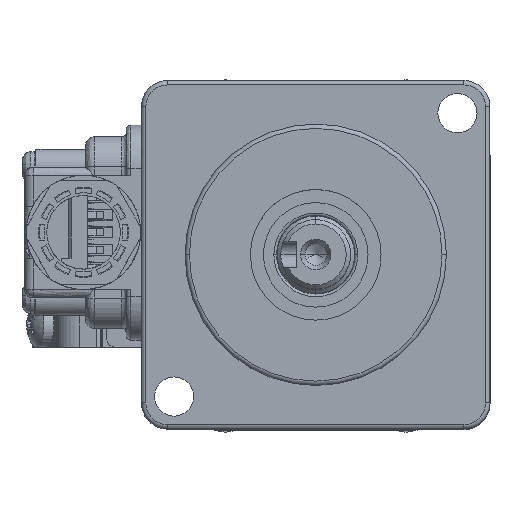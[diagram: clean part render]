
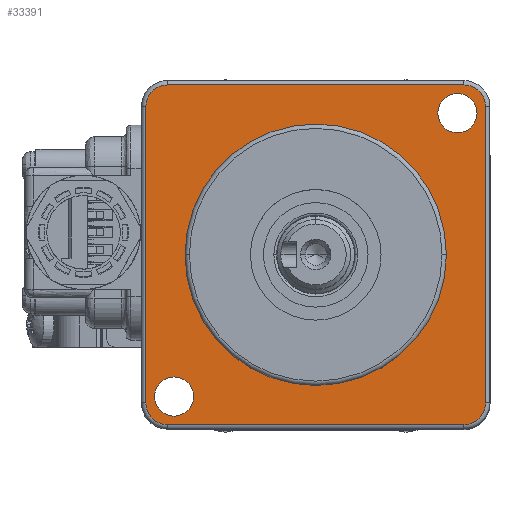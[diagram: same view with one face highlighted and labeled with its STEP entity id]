
A CAD part, top view. The second image highlights one B-rep face of the part: STEP entity #33391.
In plain terms, the highlighted planar face has unit normal (0, 0, 1).
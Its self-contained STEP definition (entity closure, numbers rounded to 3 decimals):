
#4925 = CIRCLE ( 'NONE', #36859, 2.5 ) ;
#5058 = ORIENTED_EDGE ( 'NONE', *, *, #7330, .T. ) ;
#5840 = FACE_BOUND ( 'NONE', #11074, .T. ) ;
#6998 = VERTEX_POINT ( 'NONE', #33285 ) ;
#7330 = EDGE_CURVE ( 'NONE', #12861, #56878, #56305, .T. ) ;
#7735 = DIRECTION ( 'NONE',  ( -1., 0., 0. ) ) ;
#8086 = ORIENTED_EDGE ( 'NONE', *, *, #60694, .F. ) ;
#8731 = CARTESIAN_POINT ( 'NONE',  ( 5.657, 21.162, 75.5 ) ) ;
#8756 = CIRCLE ( 'NONE', #73259, 2.25 ) ;
#8996 = DIRECTION ( 'NONE',  ( -1., 0., 0. ) ) ;
#9042 = EDGE_CURVE ( 'NONE', #6998, #18042, #87468, .T. ) ;
#9410 = DIRECTION ( 'NONE',  ( 0., 0., 1. ) ) ;
#9543 = ORIENTED_EDGE ( 'NONE', *, *, #78520, .T. ) ;
#9647 = DIRECTION ( 'NONE',  ( -1., 0., 0. ) ) ;
#10079 = DIRECTION ( 'NONE',  ( 1., 0., 0. ) ) ;
#10638 = AXIS2_PLACEMENT_3D ( 'NONE', #8731, #57928, #9647 ) ;
#11074 = EDGE_LOOP ( 'NONE', ( #59355, #57637 ) ) ;
#11114 = DIRECTION ( 'NONE',  ( -1., 0., 0. ) ) ;
#12748 = DIRECTION ( 'NONE',  ( -1., 0., 0. ) ) ;
#12861 = VERTEX_POINT ( 'NONE', #77212 ) ;
#13005 = VECTOR ( 'NONE', #69869, 1000. ) ;
#13113 = AXIS2_PLACEMENT_3D ( 'NONE', #51737, #16530, #78978 ) ;
#13822 = AXIS2_PLACEMENT_3D ( 'NONE', #72850, #9410, #38073 ) ;
#16530 = DIRECTION ( 'NONE',  ( 0., 0., 1. ) ) ;
#18042 = VERTEX_POINT ( 'NONE', #76860 ) ;
#19653 = ORIENTED_EDGE ( 'NONE', *, *, #76200, .T. ) ;
#20047 = CARTESIAN_POINT ( 'NONE',  ( -30.843, 4.162, 75.5 ) ) ;
#20867 = AXIS2_PLACEMENT_3D ( 'NONE', #70189, #91507, #77538 ) ;
#21078 = CARTESIAN_POINT ( 'NONE',  ( 4.921, 20.425, 75.5 ) ) ;
#21148 = ORIENTED_EDGE ( 'NONE', *, *, #52307, .F. ) ;
#21664 = CARTESIAN_POINT ( 'NONE',  ( 8.157, 21.162, 75.5 ) ) ;
#21791 = VERTEX_POINT ( 'NONE', #68984 ) ;
#22681 = VERTEX_POINT ( 'NONE', #21664 ) ;
#23713 = CARTESIAN_POINT ( 'NONE',  ( -11.343, -15.338, 75.5 ) ) ;
#24684 = FACE_BOUND ( 'NONE', #84260, .T. ) ;
#24901 = ORIENTED_EDGE ( 'NONE', *, *, #53434, .T. ) ;
#25254 = CARTESIAN_POINT ( 'NONE',  ( -27.606, -12.102, 75.5 ) ) ;
#27329 = LINE ( 'NONE', #20047, #13005 ) ;
#27821 = CIRCLE ( 'NONE', #13113, 15. ) ;
#29354 = VERTEX_POINT ( 'NONE', #36045 ) ;
#29409 = CARTESIAN_POINT ( 'NONE',  ( 8.157, -12.838, 75.5 ) ) ;
#30390 = EDGE_CURVE ( 'NONE', #83809, #66383, #51525, .T. ) ;
#32340 = VECTOR ( 'NONE', #72225, 1000. ) ;
#32711 = VERTEX_POINT ( 'NONE', #78174 ) ;
#33285 = CARTESIAN_POINT ( 'NONE',  ( -26.343, 4.162, 75.5 ) ) ;
#33391 = ADVANCED_FACE ( 'NONE', ( #78878, #64572, #24684, #5840 ), #87529, .F. ) ;
#34381 = AXIS2_PLACEMENT_3D ( 'NONE', #91764, #83356, #41842 ) ;
#36045 = CARTESIAN_POINT ( 'NONE',  ( 2.671, 20.425, 75.5 ) ) ;
#36859 = AXIS2_PLACEMENT_3D ( 'NONE', #78567, #37003, #7735 ) ;
#37003 = DIRECTION ( 'NONE',  ( 0., 0., 1. ) ) ;
#37153 = ORIENTED_EDGE ( 'NONE', *, *, #71356, .F. ) ;
#37665 = EDGE_LOOP ( 'NONE', ( #9543, #5058, #77038, #42628, #63332, #24901, #68041, #19653 ) ) ;
#38073 = DIRECTION ( 'NONE',  ( -1., 0., 0. ) ) ;
#38605 = EDGE_CURVE ( 'NONE', #18042, #6998, #27821, .T. ) ;
#41061 = DIRECTION ( 'NONE',  ( 0., 0., 1. ) ) ;
#41842 = DIRECTION ( 'NONE',  ( -1., 0., 0. ) ) ;
#41853 = CARTESIAN_POINT ( 'NONE',  ( 5.657, 23.662, 75.5 ) ) ;
#42628 = ORIENTED_EDGE ( 'NONE', *, *, #89789, .T. ) ;
#42631 = DIRECTION ( 'NONE',  ( 0., 0., 1. ) ) ;
#42946 = CARTESIAN_POINT ( 'NONE',  ( -27.606, -12.102, 75.5 ) ) ;
#48593 = VERTEX_POINT ( 'NONE', #51004 ) ;
#48952 = AXIS2_PLACEMENT_3D ( 'NONE', #65662, #72413, #8996 ) ;
#51004 = CARTESIAN_POINT ( 'NONE',  ( -25.356, -12.102, 75.5 ) ) ;
#51224 = LINE ( 'NONE', #87328, #32340 ) ;
#51525 = LINE ( 'NONE', #23713, #59325 ) ;
#51737 = CARTESIAN_POINT ( 'NONE',  ( -11.343, 4.162, 75.5 ) ) ;
#52307 = EDGE_CURVE ( 'NONE', #29354, #78016, #75912, .T. ) ;
#52612 = CARTESIAN_POINT ( 'NONE',  ( -30.843, 21.162, 75.5 ) ) ;
#53359 = DIRECTION ( 'NONE',  ( -1., 0., 0. ) ) ;
#53434 = EDGE_CURVE ( 'NONE', #66383, #89276, #4925, .T. ) ;
#53445 = DIRECTION ( 'NONE',  ( 0., 0., 1. ) ) ;
#54315 = EDGE_CURVE ( 'NONE', #21791, #48593, #79035, .T. ) ;
#55742 = AXIS2_PLACEMENT_3D ( 'NONE', #81000, #53445, #11114 ) ;
#56305 = CIRCLE ( 'NONE', #20867, 2.5 ) ;
#56381 = EDGE_CURVE ( 'NONE', #89276, #22681, #77589, .T. ) ;
#56878 = VERTEX_POINT ( 'NONE', #52612 ) ;
#57637 = ORIENTED_EDGE ( 'NONE', *, *, #38605, .F. ) ;
#57928 = DIRECTION ( 'NONE',  ( 0., 0., 1. ) ) ;
#59325 = VECTOR ( 'NONE', #10079, 1000. ) ;
#59355 = ORIENTED_EDGE ( 'NONE', *, *, #9042, .F. ) ;
#60694 = EDGE_CURVE ( 'NONE', #78016, #29354, #70641, .T. ) ;
#61008 = CIRCLE ( 'NONE', #55742, 2.5 ) ;
#61064 = EDGE_CURVE ( 'NONE', #56878, #32711, #27329, .T. ) ;
#61146 = ORIENTED_EDGE ( 'NONE', *, *, #54315, .F. ) ;
#63332 = ORIENTED_EDGE ( 'NONE', *, *, #30390, .T. ) ;
#63403 = CARTESIAN_POINT ( 'NONE',  ( -28.343, -15.338, 75.5 ) ) ;
#64572 = FACE_BOUND ( 'NONE', #90594, .T. ) ;
#65662 = CARTESIAN_POINT ( 'NONE',  ( -11.343, 4.162, 75.5 ) ) ;
#66383 = VERTEX_POINT ( 'NONE', #72238 ) ;
#68041 = ORIENTED_EDGE ( 'NONE', *, *, #56381, .T. ) ;
#68984 = CARTESIAN_POINT ( 'NONE',  ( -29.856, -12.102, 75.5 ) ) ;
#69869 = DIRECTION ( 'NONE',  ( 0., -1., 0. ) ) ;
#70189 = CARTESIAN_POINT ( 'NONE',  ( -28.343, 21.162, 75.5 ) ) ;
#70641 = CIRCLE ( 'NONE', #84045, 2.25 ) ;
#71356 = EDGE_CURVE ( 'NONE', #48593, #21791, #8756, .T. ) ;
#71488 = CIRCLE ( 'NONE', #10638, 2.5 ) ;
#72225 = DIRECTION ( 'NONE',  ( -1., 0., 0. ) ) ;
#72238 = CARTESIAN_POINT ( 'NONE',  ( 5.657, -15.338, 75.5 ) ) ;
#72327 = CARTESIAN_POINT ( 'NONE',  ( 7.171, 20.425, 75.5 ) ) ;
#72413 = DIRECTION ( 'NONE',  ( 0., 0., -1. ) ) ;
#72850 = CARTESIAN_POINT ( 'NONE',  ( -11.343, 4.162, 75.5 ) ) ;
#73259 = AXIS2_PLACEMENT_3D ( 'NONE', #42946, #42631, #84453 ) ;
#75912 = CIRCLE ( 'NONE', #34381, 2.25 ) ;
#76200 = EDGE_CURVE ( 'NONE', #22681, #81020, #71488, .T. ) ;
#76860 = CARTESIAN_POINT ( 'NONE',  ( 3.657, 4.162, 75.5 ) ) ;
#77038 = ORIENTED_EDGE ( 'NONE', *, *, #61064, .T. ) ;
#77212 = CARTESIAN_POINT ( 'NONE',  ( -28.343, 23.662, 75.5 ) ) ;
#77538 = DIRECTION ( 'NONE',  ( -1., 0., 0. ) ) ;
#77589 = LINE ( 'NONE', #80844, #90950 ) ;
#78016 = VERTEX_POINT ( 'NONE', #72327 ) ;
#78174 = CARTESIAN_POINT ( 'NONE',  ( -30.843, -12.838, 75.5 ) ) ;
#78520 = EDGE_CURVE ( 'NONE', #81020, #12861, #51224, .T. ) ;
#78567 = CARTESIAN_POINT ( 'NONE',  ( 5.657, -12.838, 75.5 ) ) ;
#78878 = FACE_OUTER_BOUND ( 'NONE', #37665, .T. ) ;
#78978 = DIRECTION ( 'NONE',  ( -1., 0., 0. ) ) ;
#79035 = CIRCLE ( 'NONE', #83777, 2.25 ) ;
#80844 = CARTESIAN_POINT ( 'NONE',  ( 8.157, 4.162, 75.5 ) ) ;
#81000 = CARTESIAN_POINT ( 'NONE',  ( -28.343, -12.838, 75.5 ) ) ;
#81020 = VERTEX_POINT ( 'NONE', #41853 ) ;
#83356 = DIRECTION ( 'NONE',  ( 0., 0., 1. ) ) ;
#83777 = AXIS2_PLACEMENT_3D ( 'NONE', #25254, #88645, #53359 ) ;
#83809 = VERTEX_POINT ( 'NONE', #63403 ) ;
#84045 = AXIS2_PLACEMENT_3D ( 'NONE', #21078, #41061, #12748 ) ;
#84260 = EDGE_LOOP ( 'NONE', ( #61146, #37153 ) ) ;
#84453 = DIRECTION ( 'NONE',  ( -1., 0., 0. ) ) ;
#87328 = CARTESIAN_POINT ( 'NONE',  ( -11.343, 23.662, 75.5 ) ) ;
#87468 = CIRCLE ( 'NONE', #13822, 15. ) ;
#87529 = PLANE ( 'NONE',  #48952 ) ;
#88645 = DIRECTION ( 'NONE',  ( 0., 0., 1. ) ) ;
#89276 = VERTEX_POINT ( 'NONE', #29409 ) ;
#89789 = EDGE_CURVE ( 'NONE', #32711, #83809, #61008, .T. ) ;
#90098 = DIRECTION ( 'NONE',  ( 0., 1., 0. ) ) ;
#90594 = EDGE_LOOP ( 'NONE', ( #21148, #8086 ) ) ;
#90950 = VECTOR ( 'NONE', #90098, 1000. ) ;
#91507 = DIRECTION ( 'NONE',  ( 0., 0., 1. ) ) ;
#91764 = CARTESIAN_POINT ( 'NONE',  ( 4.921, 20.425, 75.5 ) ) ;
